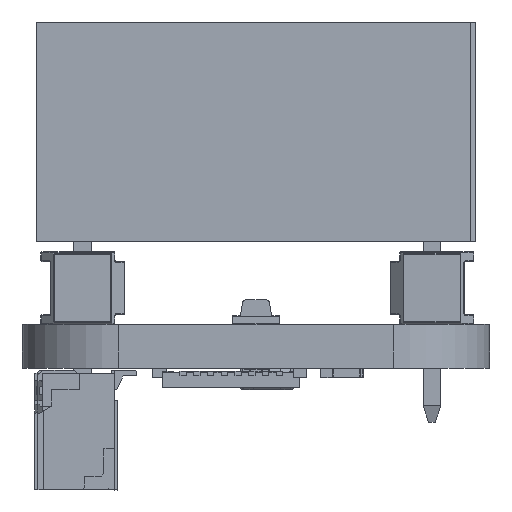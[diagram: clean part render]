
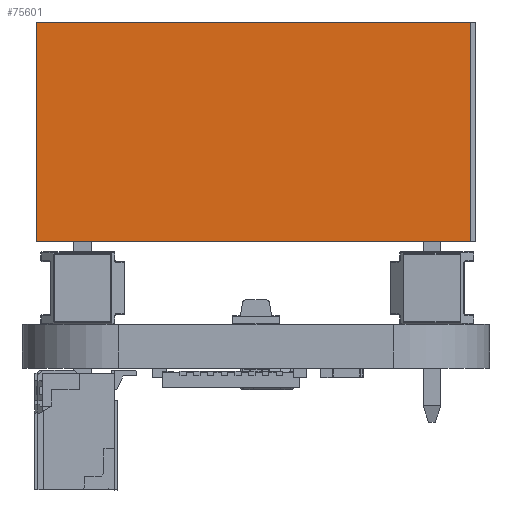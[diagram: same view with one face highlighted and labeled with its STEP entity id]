
A CAD part, left-side view. The second image highlights one B-rep face of the part: STEP entity #75601.
In plain terms, the highlighted planar face has unit normal (-1, 0, 0).
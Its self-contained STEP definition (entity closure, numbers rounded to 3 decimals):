
#75601 = ADVANCED_FACE('',(#75602),#75636,.T.);
#75602 = FACE_BOUND('',#75603,.T.);
#75603 = EDGE_LOOP('',(#75604,#75614,#75622,#75630));
#75604 = ORIENTED_EDGE('',*,*,#75605,.T.);
#75605 = EDGE_CURVE('',#75606,#75608,#75610,.T.);
#75606 = VERTEX_POINT('',#75607);
#75607 = CARTESIAN_POINT('',(-20.334,-7.814,0.));
#75608 = VERTEX_POINT('',#75609);
#75609 = CARTESIAN_POINT('',(-20.334,-7.814,8.));
#75610 = LINE('',#75611,#75612);
#75611 = CARTESIAN_POINT('',(-20.334,-7.814,0.));
#75612 = VECTOR('',#75613,1.);
#75613 = DIRECTION('',(0.,0.,1.));
#75614 = ORIENTED_EDGE('',*,*,#75615,.T.);
#75615 = EDGE_CURVE('',#75608,#75616,#75618,.T.);
#75616 = VERTEX_POINT('',#75617);
#75617 = CARTESIAN_POINT('',(-20.334,8.,8.));
#75618 = LINE('',#75619,#75620);
#75619 = CARTESIAN_POINT('',(-20.334,-7.814,8.));
#75620 = VECTOR('',#75621,1.);
#75621 = DIRECTION('',(0.,1.,0.));
#75622 = ORIENTED_EDGE('',*,*,#75623,.F.);
#75623 = EDGE_CURVE('',#75624,#75616,#75626,.T.);
#75624 = VERTEX_POINT('',#75625);
#75625 = CARTESIAN_POINT('',(-20.334,8.,0.));
#75626 = LINE('',#75627,#75628);
#75627 = CARTESIAN_POINT('',(-20.334,8.,0.));
#75628 = VECTOR('',#75629,1.);
#75629 = DIRECTION('',(0.,0.,1.));
#75630 = ORIENTED_EDGE('',*,*,#75631,.F.);
#75631 = EDGE_CURVE('',#75606,#75624,#75632,.T.);
#75632 = LINE('',#75633,#75634);
#75633 = CARTESIAN_POINT('',(-20.334,-7.814,0.));
#75634 = VECTOR('',#75635,1.);
#75635 = DIRECTION('',(0.,1.,0.));
#75636 = PLANE('',#75637);
#75637 = AXIS2_PLACEMENT_3D('',#75638,#75639,#75640);
#75638 = CARTESIAN_POINT('',(-20.334,-7.814,0.));
#75639 = DIRECTION('',(-1.,0.,0.));
#75640 = DIRECTION('',(0.,1.,0.));
